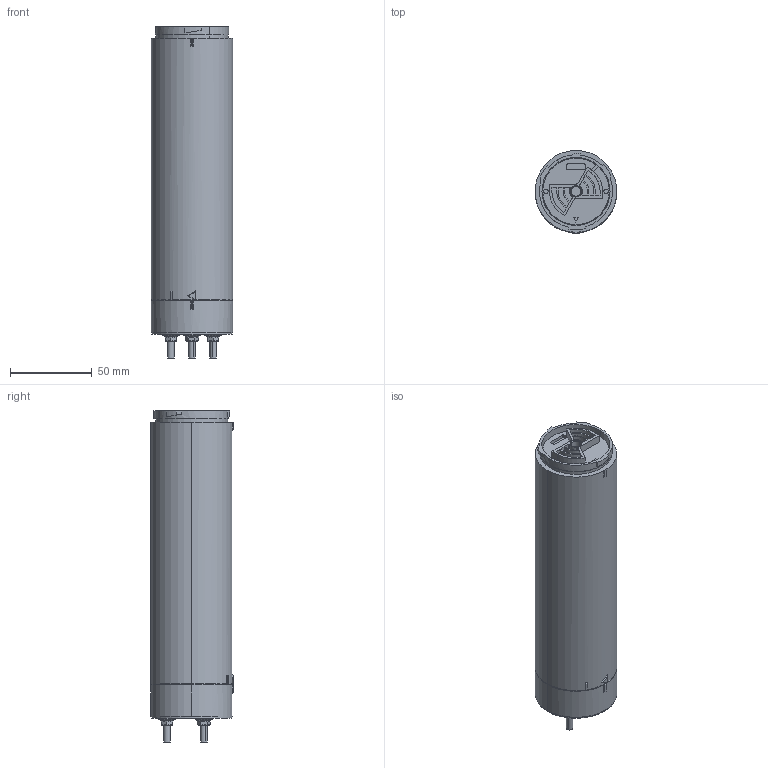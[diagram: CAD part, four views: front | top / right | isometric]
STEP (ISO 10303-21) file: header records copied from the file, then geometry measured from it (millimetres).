
FILE_DESCRIPTION(/* description */ (''),/* implementation_level */ '2;1');
FILE_NAME(/* name */ 'FILE_STP_CAD_DRAWING_3D_LTN50MWB230_prt.stp',/* time_stamp */ '2026-03-18T11:30:59+01:00',/* author */ (''),/* organization */ (''),/* preprocessor_version */ 'ST-DEVELOPER v20',/* originating_system */ 'SIEMENS PLM Software NX2406.8500',/* authorisation */ '');
FILE_SCHEMA (('AUTOMOTIVE_DESIGN { 1 0 10303 214 3 1 1 1 }'));
Length unit declared in the file: millimetre
Products named in the file (1): 3D_LTN50MWB230
Bounding box: 50 x 50.5 x 203.1 mm (x, y, z)
Surface area: 42951.2 mm2 (no closed solid volume)
Topology: 0 solids, 11 shells, 244 faces, 804 edges, 580 vertices
Faces by surface type: plane 112, cylinder 82, cone 32, bspline 18
Entity records: 9520 total; most frequent: CARTESIAN_POINT 2559, DIRECTION 1383, ORIENTED_EDGE 1334, EDGE_CURVE 804, VERTEX_POINT 579, AXIS2_PLACEMENT_3D 500, LINE 383, VECTOR 383
